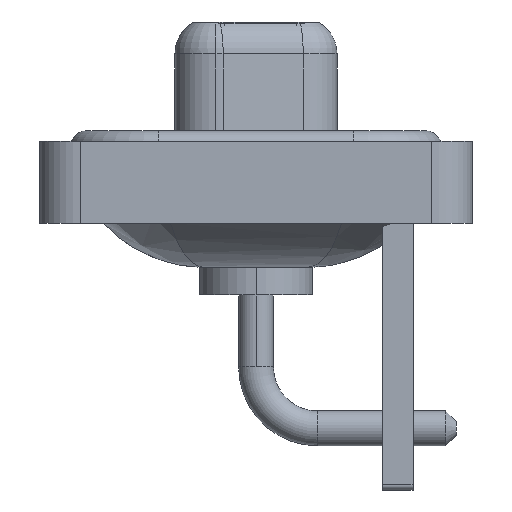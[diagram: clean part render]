
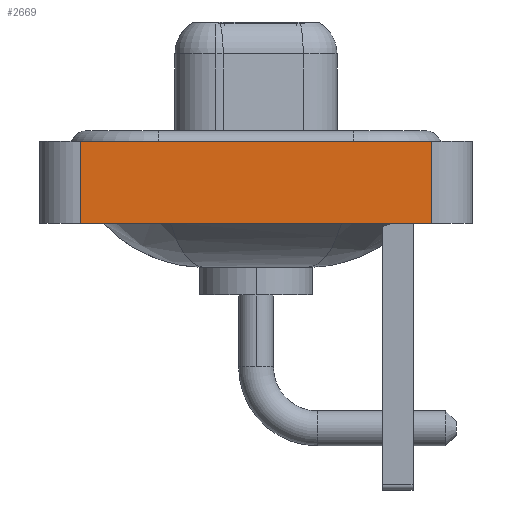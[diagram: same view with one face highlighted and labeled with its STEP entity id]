
A CAD part, left-side view. The second image highlights one B-rep face of the part: STEP entity #2669.
In plain terms, the highlighted planar face has unit normal (-1, 0, 0).
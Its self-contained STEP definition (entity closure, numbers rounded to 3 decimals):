
#588 = ORIENTED_EDGE ( 'NONE', *, *, #8700, .T. ) ;
#994 = ORIENTED_EDGE ( 'NONE', *, *, #10147, .F. ) ;
#1082 = CARTESIAN_POINT ( 'NONE',  ( -7.25, -8.55, 0.4 ) ) ;
#1392 = LINE ( 'NONE', #15547, #15872 ) ;
#1670 = VERTEX_POINT ( 'NONE', #12697 ) ;
#1732 = CARTESIAN_POINT ( 'NONE',  ( -7.25, -8.55, -3.6 ) ) ;
#2489 = VECTOR ( 'NONE', #8338, 1000. ) ;
#2669 = ADVANCED_FACE ( 'NONE', ( #11067 ), #11312, .T. ) ;
#2993 = EDGE_LOOP ( 'NONE', ( #16205, #5163, #994, #588 ) ) ;
#4159 = VERTEX_POINT ( 'NONE', #1732 ) ;
#4495 = DIRECTION ( 'NONE',  ( 0., 0., 1. ) ) ;
#5163 = ORIENTED_EDGE ( 'NONE', *, *, #15272, .F. ) ;
#5302 = DIRECTION ( 'NONE',  ( 0., 0., 1. ) ) ;
#5320 = LINE ( 'NONE', #7754, #2489 ) ;
#6273 = DIRECTION ( 'NONE',  ( 0., 0., 1. ) ) ;
#7580 = CARTESIAN_POINT ( 'NONE',  ( -7.25, 8.55, -3.6 ) ) ;
#7754 = CARTESIAN_POINT ( 'NONE',  ( -7.25, -8.55, -3.6 ) ) ;
#8338 = DIRECTION ( 'NONE',  ( 0., -1., 0. ) ) ;
#8700 = EDGE_CURVE ( 'NONE', #10264, #4159, #5320, .T. ) ;
#8765 = DIRECTION ( 'NONE',  ( 0., -1., 0. ) ) ;
#8779 = CARTESIAN_POINT ( 'NONE',  ( -7.25, -8.55, -3.6 ) ) ;
#9280 = VECTOR ( 'NONE', #8765, 1000. ) ;
#10147 = EDGE_CURVE ( 'NONE', #10264, #15156, #11725, .T. ) ;
#10227 = AXIS2_PLACEMENT_3D ( 'NONE', #8779, #12660, #6273 ) ;
#10264 = VERTEX_POINT ( 'NONE', #7580 ) ;
#11067 = FACE_OUTER_BOUND ( 'NONE', #2993, .T. ) ;
#11312 = PLANE ( 'NONE',  #10227 ) ;
#11725 = LINE ( 'NONE', #15501, #15205 ) ;
#12565 = LINE ( 'NONE', #1082, #9280 ) ;
#12660 = DIRECTION ( 'NONE',  ( -1., 0., 0. ) ) ;
#12697 = CARTESIAN_POINT ( 'NONE',  ( -7.25, -8.55, 0.4 ) ) ;
#13270 = CARTESIAN_POINT ( 'NONE',  ( -7.25, 8.55, 0.4 ) ) ;
#13948 = EDGE_CURVE ( 'NONE', #4159, #1670, #1392, .T. ) ;
#15156 = VERTEX_POINT ( 'NONE', #13270 ) ;
#15205 = VECTOR ( 'NONE', #4495, 1000. ) ;
#15272 = EDGE_CURVE ( 'NONE', #15156, #1670, #12565, .T. ) ;
#15501 = CARTESIAN_POINT ( 'NONE',  ( -7.25, 8.55, -3.6 ) ) ;
#15547 = CARTESIAN_POINT ( 'NONE',  ( -7.25, -8.55, -3.6 ) ) ;
#15872 = VECTOR ( 'NONE', #5302, 1000. ) ;
#16205 = ORIENTED_EDGE ( 'NONE', *, *, #13948, .T. ) ;
